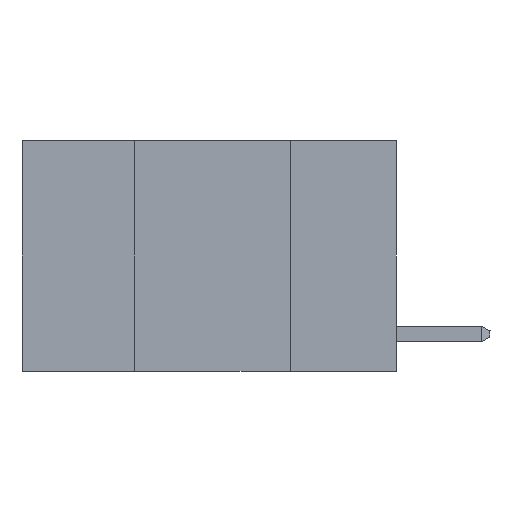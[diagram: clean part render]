
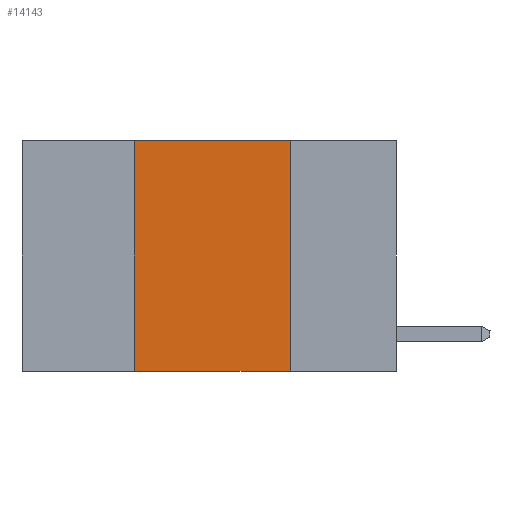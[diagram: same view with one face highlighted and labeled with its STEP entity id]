
A CAD part, left-side view. The second image highlights one B-rep face of the part: STEP entity #14143.
In plain terms, the highlighted planar face has unit normal (-1, 0, 0).
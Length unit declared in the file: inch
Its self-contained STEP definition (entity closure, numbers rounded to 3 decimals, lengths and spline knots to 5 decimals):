
#984 = FACE_OUTER_BOUND ( 'NONE', #2608, .T. ) ;
#1008 = CARTESIAN_POINT ( 'NONE',  ( 0., 0.42, 0. ) ) ;
#1384 = VECTOR ( 'NONE', #16118, 39.37008 ) ;
#1865 = LINE ( 'NONE', #7605, #1384 ) ;
#2608 = EDGE_LOOP ( 'NONE', ( #4025, #5632, #6845, #7482 ) ) ;
#2788 = CARTESIAN_POINT ( 'NONE',  ( 0., 0.6, 0. ) ) ;
#2997 = EDGE_CURVE ( 'NONE', #14604, #15565, #12100, .T. ) ;
#3269 = VECTOR ( 'NONE', #7278, 39.37008 ) ;
#3740 = LINE ( 'NONE', #15758, #3269 ) ;
#4025 = ORIENTED_EDGE ( 'NONE', *, *, #6710, .F. ) ;
#4101 = VERTEX_POINT ( 'NONE', #9594 ) ;
#4315 = DIRECTION ( 'NONE',  ( 0., 0., -1. ) ) ;
#5632 = ORIENTED_EDGE ( 'NONE', *, *, #2997, .F. ) ;
#5963 = EDGE_CURVE ( 'NONE', #4101, #14604, #11976, .T. ) ;
#6027 = EDGE_CURVE ( 'NONE', #4101, #7329, #3740, .T. ) ;
#6710 = EDGE_CURVE ( 'NONE', #15565, #7329, #1865, .T. ) ;
#6845 = ORIENTED_EDGE ( 'NONE', *, *, #5963, .F. ) ;
#7087 = CARTESIAN_POINT ( 'NONE',  ( 0., 0.42, 0. ) ) ;
#7278 = DIRECTION ( 'NONE',  ( 0., -1., 0. ) ) ;
#7329 = VERTEX_POINT ( 'NONE', #9431 ) ;
#7482 = ORIENTED_EDGE ( 'NONE', *, *, #6027, .T. ) ;
#7605 = CARTESIAN_POINT ( 'NONE',  ( 0., 0.17, 0. ) ) ;
#9431 = CARTESIAN_POINT ( 'NONE',  ( 0., 0.17, -0.37 ) ) ;
#9594 = CARTESIAN_POINT ( 'NONE',  ( 0., 0.42, -0.37 ) ) ;
#9934 = AXIS2_PLACEMENT_3D ( 'NONE', #2788, #13025, #4315 ) ;
#10733 = DIRECTION ( 'NONE',  ( 0., -1., 0. ) ) ;
#11976 = LINE ( 'NONE', #7087, #12427 ) ;
#12100 = LINE ( 'NONE', #17663, #18549 ) ;
#12427 = VECTOR ( 'NONE', #15591, 39.37008 ) ;
#13025 = DIRECTION ( 'NONE',  ( 1., 0., 0. ) ) ;
#14143 = ADVANCED_FACE ( 'NONE', ( #984 ), #14377, .F. ) ;
#14377 = PLANE ( 'NONE',  #9934 ) ;
#14604 = VERTEX_POINT ( 'NONE', #1008 ) ;
#15565 = VERTEX_POINT ( 'NONE', #15902 ) ;
#15591 = DIRECTION ( 'NONE',  ( 0., 0., 1. ) ) ;
#15758 = CARTESIAN_POINT ( 'NONE',  ( 0., 0.6, -0.37 ) ) ;
#15902 = CARTESIAN_POINT ( 'NONE',  ( 0., 0.17, 0. ) ) ;
#16118 = DIRECTION ( 'NONE',  ( 0., 0., -1. ) ) ;
#17663 = CARTESIAN_POINT ( 'NONE',  ( 0., 0.6, 0. ) ) ;
#18549 = VECTOR ( 'NONE', #10733, 39.37008 ) ;
